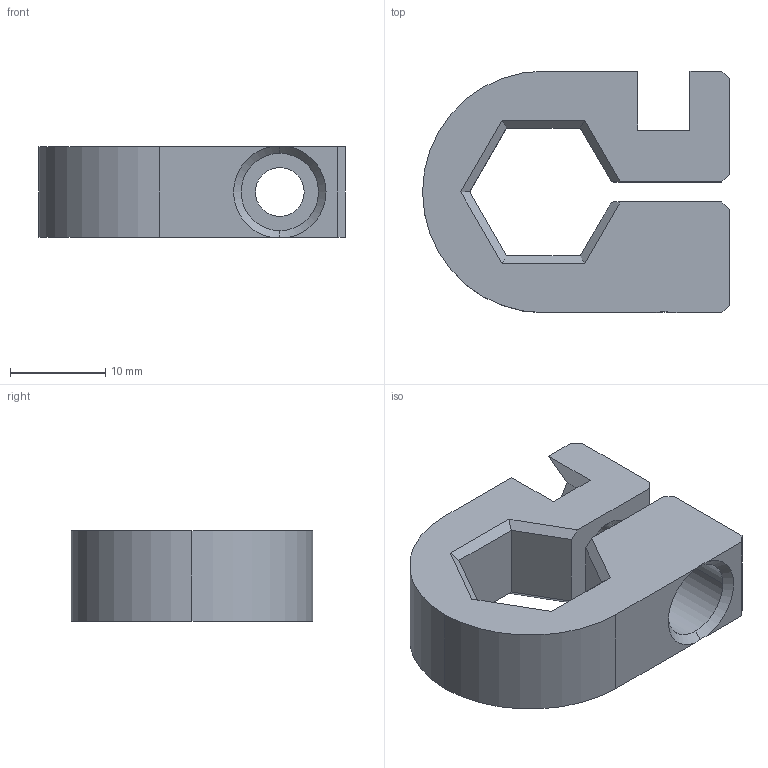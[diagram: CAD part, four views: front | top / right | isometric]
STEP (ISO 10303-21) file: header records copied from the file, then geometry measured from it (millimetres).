
FILE_DESCRIPTION (( 'STEP AP214' ), '1' );
FILE_NAME ('500 HEX Collar 10-32 3D.STEP', '2023-01-17T23:47:29', ( '' ), ( '' ), 'SwSTEP 2.0', 'SolidWorks 2022', '' );
FILE_SCHEMA (( 'AUTOMOTIVE_DESIGN' ));
Length unit declared in the file: inch
Products named in the file (1): 500 HEX Collar 10-32 3D
Bounding box: 32.26 x 25.4 x 9.53 mm (x, y, z)
Volume: 4309.2 mm3; surface area: 3001.6 mm2
Topology: 1 solids, 1 shells, 52 faces, 140 edges, 90 vertices
Faces by surface type: plane 38, cylinder 8, cone 6
Entity records: 1664 total; most frequent: CARTESIAN_POINT 295, ORIENTED_EDGE 280, DIRECTION 270, EDGE_CURVE 140, VECTOR 108, LINE 108, VERTEX_POINT 90, AXIS2_PLACEMENT_3D 81
